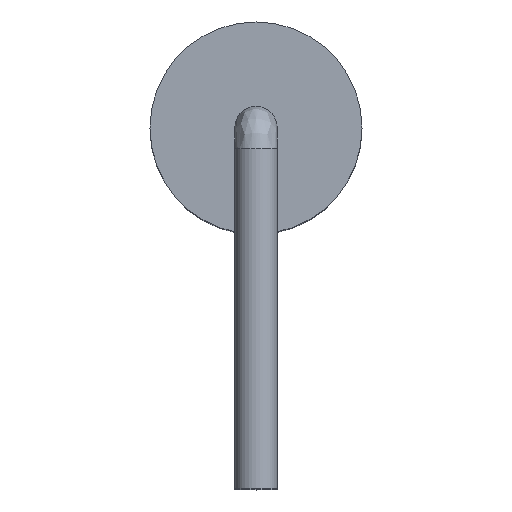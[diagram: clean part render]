
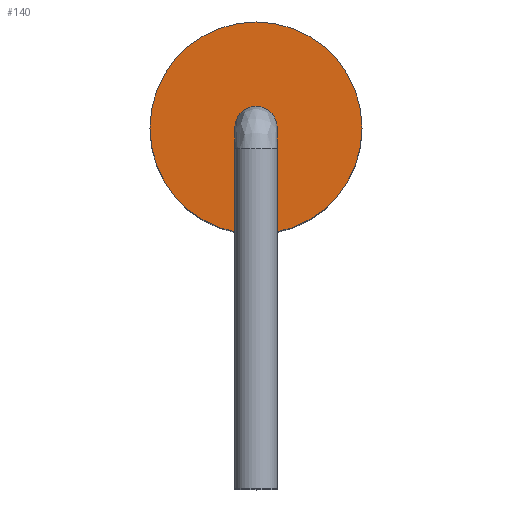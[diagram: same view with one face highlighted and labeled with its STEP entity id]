
A CAD part, top view. The second image highlights one B-rep face of the part: STEP entity #140.
In plain terms, the highlighted planar face has unit normal (0, 0, 1).
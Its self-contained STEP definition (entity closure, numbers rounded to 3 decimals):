
#19=PLANE('',#163);
#27=FACE_BOUND('',#59,.T.);
#39=FACE_OUTER_BOUND('',#58,.T.);
#58=EDGE_LOOP('',(#111));
#59=EDGE_LOOP('',(#112));
#67=CIRCLE('',#156,0.25);
#68=CIRCLE('',#158,1.25);
#76=VERTEX_POINT('',#281);
#77=VERTEX_POINT('',#284);
#87=EDGE_CURVE('',#76,#76,#67,.T.);
#88=EDGE_CURVE('',#77,#77,#68,.T.);
#111=ORIENTED_EDGE('',*,*,#88,.T.);
#112=ORIENTED_EDGE('',*,*,#87,.T.);
#140=ADVANCED_FACE('',(#39,#27),#19,.T.);
#156=AXIS2_PLACEMENT_3D('',#282,#192,#193);
#158=AXIS2_PLACEMENT_3D('',#285,#196,#197);
#163=AXIS2_PLACEMENT_3D('',#292,#206,#207);
#192=DIRECTION('center_axis',(0.,0.,-1.));
#193=DIRECTION('ref_axis',(-1.,0.,0.));
#196=DIRECTION('center_axis',(0.,0.,1.));
#197=DIRECTION('ref_axis',(-1.,0.,0.));
#206=DIRECTION('center_axis',(0.,0.,1.));
#207=DIRECTION('ref_axis',(1.,0.,0.));
#281=CARTESIAN_POINT('',(0.25,0.,4.8));
#282=CARTESIAN_POINT('Origin',(0.,0.,4.8));
#284=CARTESIAN_POINT('',(1.25,0.,4.8));
#285=CARTESIAN_POINT('Origin',(0.,0.,4.8));
#292=CARTESIAN_POINT('Origin',(0.,0.,4.8));
